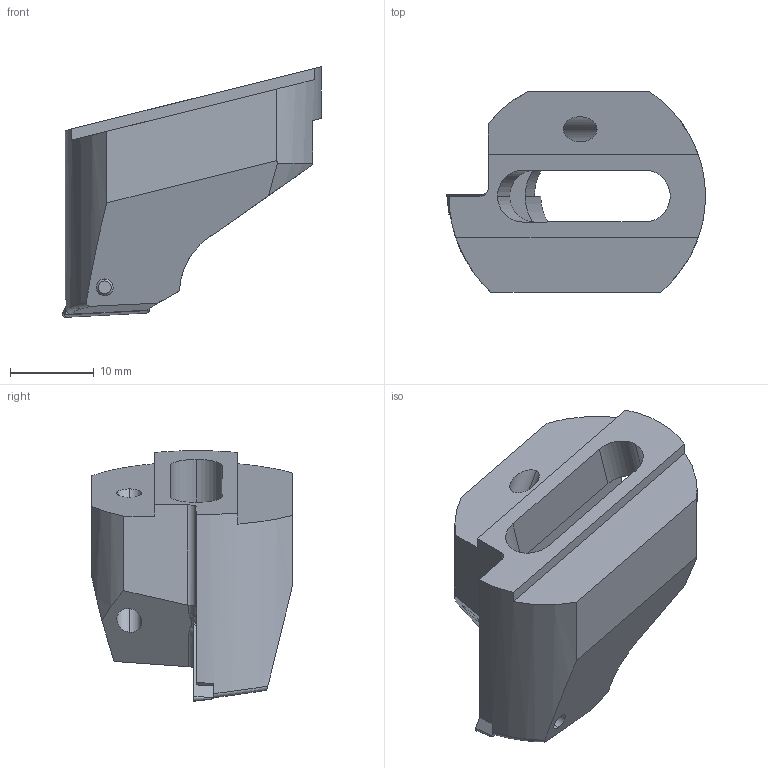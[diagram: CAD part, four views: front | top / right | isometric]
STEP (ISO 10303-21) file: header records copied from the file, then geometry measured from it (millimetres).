
FILE_DESCRIPTION(('no description'),'unknown implementation level');
FILE_NAME('DECC2F04-42F6-4AB8-9D44-09E6FA6235AB_export.stp',' ',('CIMSOURCE GmbH'),('CADClick - KiM GmbH - www.kimweb.de'),'unknown preprocess','ACIS','unknown authorization');
FILE_SCHEMA(('automotive_design'));
Length unit declared in the file: millimetre
Products named in the file (3): 615.304 Kaiser E32_40 TC11|694.122 Kaiser ETL M2.5x6.5 T7 IP 10S;Kreismuster1; 615.304 Kaiser E32_40 TC11|655.383 Kaiser TCGT 110204 K10C;Kombinieren1; 615.304 Kaiser E32_40 TC11|615.304 Kaiser E32_40 TC11;Schnitt-Rotation6
Bounding box: 31 x 24 x 30 mm (x, y, z)
Volume: 6434.8 mm3; surface area: 3890.7 mm2
Topology: 3 solids, 3 shells, 115 faces, 298 edges, 190 vertices
Faces by surface type: cylinder 46, plane 39, cone 21, torus 6, bspline 3
Entity records: 7601 total; most frequent: CARTESIAN_POINT 1251, DIRECTION 658, STYLED_ITEM 606, PRESENTATION_STYLE_ASSIGNMENT 606, COLOUR_RGB 606, ORIENTED_EDGE 596, EDGE_CURVE 298, CURVE_STYLE 298
